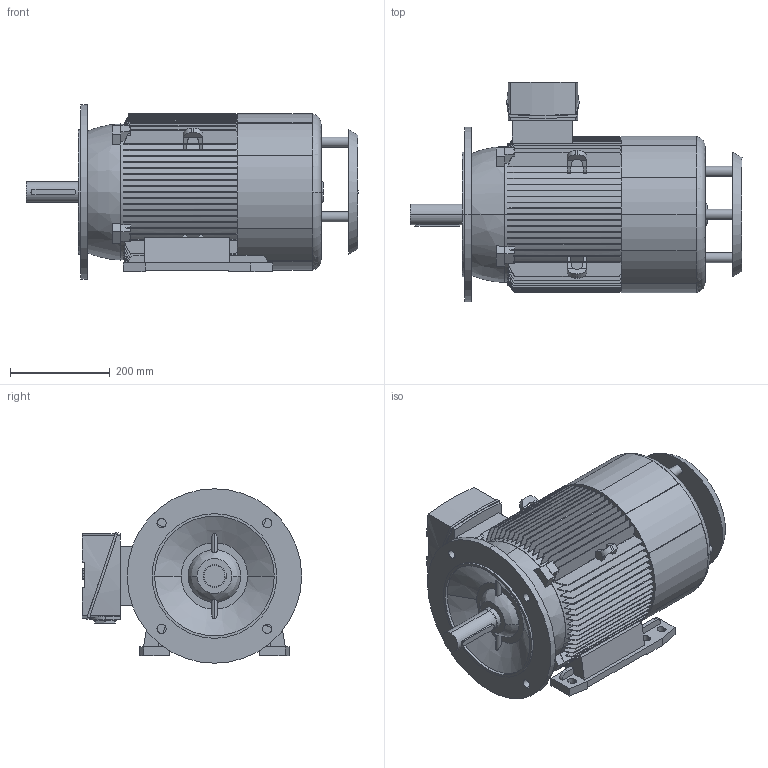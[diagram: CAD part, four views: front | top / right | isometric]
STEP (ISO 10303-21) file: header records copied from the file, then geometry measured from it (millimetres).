
FILE_DESCRIPTION(/* description */ (''),/* implementation_level */ '2;1');
FILE_NAME(/* name */ '123.stp',/* time_stamp */ '2014-09-02T14:18:20+02:00',/* author */ (''),/* organization */ (''),/* preprocessor_version */ 'ST-DEVELOPER v11',/* originating_system */ 'SIEMENS UGS NX 6.0',/* authorisation */ '');
FILE_SCHEMA (('AUTOMOTIVE_DESIGN { 1 0 10303 214 1 1 1 1 }'));
Length unit declared in the file: millimetre
Products named in the file (1): jdCA009vz7
Bounding box: 666 x 440.04 x 350 mm (x, y, z)
Volume: 36223449.2 mm3; surface area: 1625855.5 mm2
Topology: 1 solids, 1 shells, 969 faces, 2856 edges, 1901 vertices
Faces by surface type: plane 572, cylinder 194, torus 108, bspline 88, cone 7
Full cylindrical faces by diameter (mm): 20 x3
Entity records: 37720 total; most frequent: CARTESIAN_POINT 12774, ORIENTED_EDGE 5726, DIRECTION 4578, EDGE_CURVE 2863, VERTEX_POINT 1912, LINE 1616, VECTOR 1616, AXIS2_PLACEMENT_3D 1481
